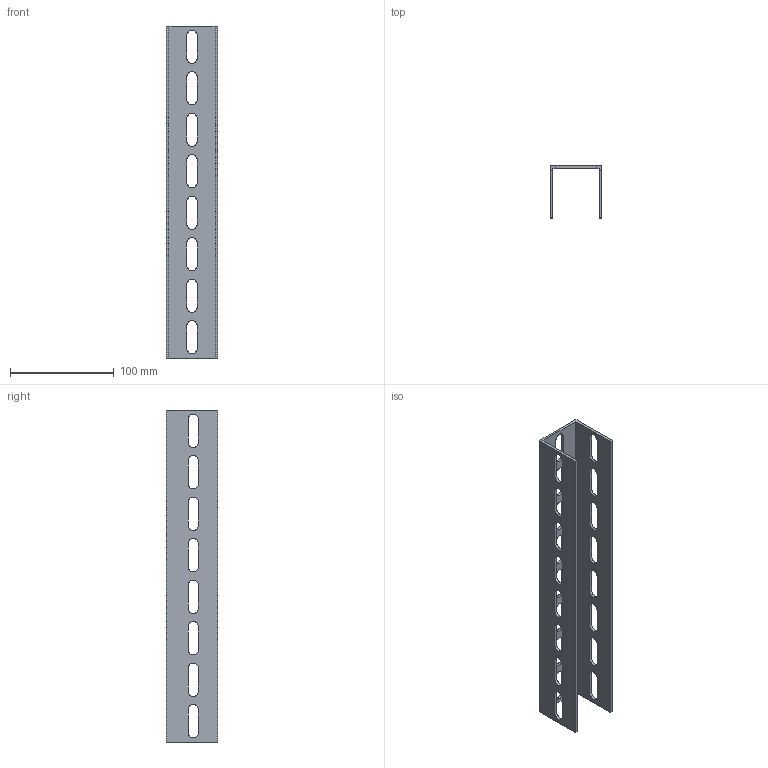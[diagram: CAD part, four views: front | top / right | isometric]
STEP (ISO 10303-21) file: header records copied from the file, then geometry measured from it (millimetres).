
FILE_DESCRIPTION(/* description */ (''),/* implementation_level */ '2;1');
FILE_NAME(/* name */ 'P50-50-2.5-300 3P.ipt.stp',/* time_stamp */ '2023-05-18T11:01:51+03:00',/* author */ ('Ртищев А. О.'),/* organization */ (''),/* preprocessor_version */ 'ST-DEVELOPER v19.2',/* originating_system */ 'Autodesk Inventor 2023',/* authorisation */ '');
FILE_SCHEMA (('AUTOMOTIVE_DESIGN { 1 0 10303 214 3 1 1 }'));
Length unit declared in the file: millimetre
Products named in the file (1): P50-50-2.5-300 3P
Bounding box: 50 x 50 x 320 mm (x, y, z)
Volume: 98087.6 mm3; surface area: 85320 mm2
Topology: 1 solids, 1 shells, 114 faces, 336 edges, 224 vertices
Faces by surface type: plane 66, cylinder 48
Entity records: 4069 total; most frequent: CARTESIAN_POINT 675, ORIENTED_EDGE 672, DIRECTION 662, EDGE_CURVE 336, LINE 240, VECTOR 240, VERTEX_POINT 224, AXIS2_PLACEMENT_3D 211
